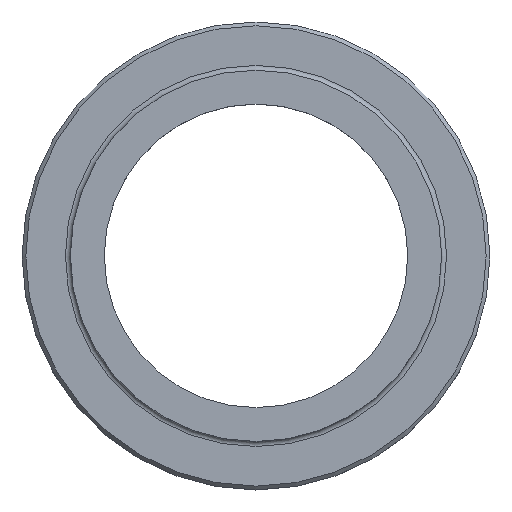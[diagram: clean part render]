
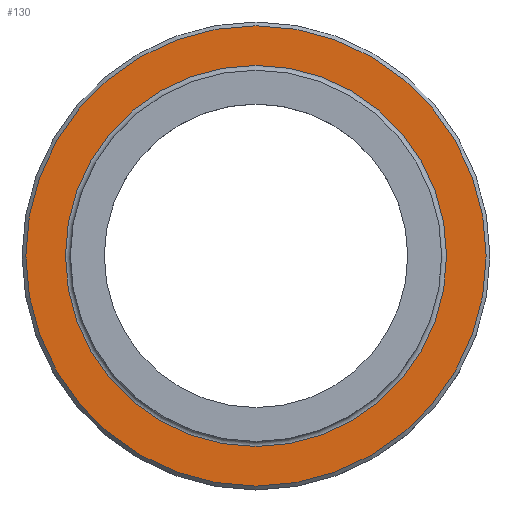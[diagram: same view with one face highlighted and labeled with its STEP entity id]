
A CAD part, top view. The second image highlights one B-rep face of the part: STEP entity #130.
In plain terms, the highlighted planar face has unit normal (0, 0, 1).
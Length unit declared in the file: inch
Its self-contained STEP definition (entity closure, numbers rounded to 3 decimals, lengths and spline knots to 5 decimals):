
#8 = DIRECTION ( 'NONE',  ( 0., 0., -1. ) ) ;
#13 = DIRECTION ( 'NONE',  ( -1., 0., 0. ) ) ;
#29 = FACE_BOUND ( 'NONE', #304, .T. ) ;
#51 = AXIS2_PLACEMENT_3D ( 'NONE', #301, #270, #13 ) ;
#53 = ORIENTED_EDGE ( 'NONE', *, *, #67, .T. ) ;
#60 = AXIS2_PLACEMENT_3D ( 'NONE', #296, #192, #160 ) ;
#67 = EDGE_CURVE ( 'NONE', #291, #291, #252, .T. ) ;
#82 = FACE_OUTER_BOUND ( 'NONE', #303, .T. ) ;
#85 = EDGE_CURVE ( 'NONE', #233, #233, #179, .T. ) ;
#116 = PLANE ( 'NONE',  #293 ) ;
#124 = ORIENTED_EDGE ( 'NONE', *, *, #85, .T. ) ;
#130 = ADVANCED_FACE ( 'NONE', ( #29, #82 ), #116, .F. ) ;
#160 = DIRECTION ( 'NONE',  ( -1., 0., 0. ) ) ;
#179 = CIRCLE ( 'NONE', #51, 5.05 ) ;
#192 = DIRECTION ( 'NONE',  ( 0., 0., 1. ) ) ;
#226 = CARTESIAN_POINT ( 'NONE',  ( 0., 4.92, -1.25 ) ) ;
#233 = VERTEX_POINT ( 'NONE', #321 ) ;
#252 = CIRCLE ( 'NONE', #60, 6.1 ) ;
#270 = DIRECTION ( 'NONE',  ( 0., 0., -1. ) ) ;
#291 = VERTEX_POINT ( 'NONE', #298 ) ;
#293 = AXIS2_PLACEMENT_3D ( 'NONE', #226, #8, #294 ) ;
#294 = DIRECTION ( 'NONE',  ( -1., 0., 0. ) ) ;
#296 = CARTESIAN_POINT ( 'NONE',  ( 0., 0., -1.25 ) ) ;
#298 = CARTESIAN_POINT ( 'NONE',  ( -6.1, 0., -1.25 ) ) ;
#301 = CARTESIAN_POINT ( 'NONE',  ( 0., 0., -1.25 ) ) ;
#303 = EDGE_LOOP ( 'NONE', ( #53 ) ) ;
#304 = EDGE_LOOP ( 'NONE', ( #124 ) ) ;
#321 = CARTESIAN_POINT ( 'NONE',  ( -5.05, 0., -1.25 ) ) ;
